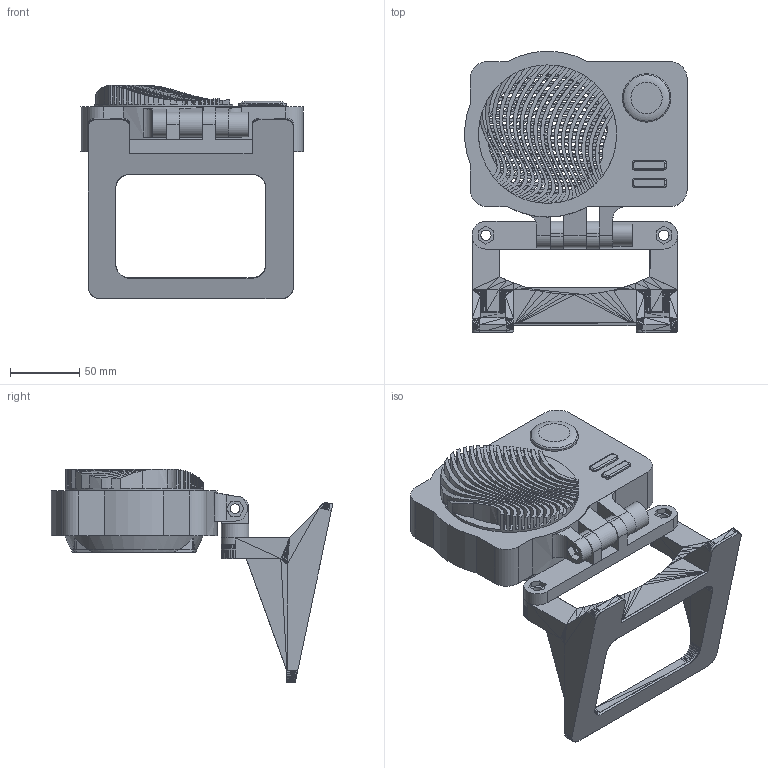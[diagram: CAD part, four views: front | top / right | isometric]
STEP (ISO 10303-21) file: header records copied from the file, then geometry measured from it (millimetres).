
FILE_DESCRIPTION(/* description */ (''),/* implementation_level */ '2;1');
FILE_NAME(/* name */ 'EXHAUST v17.step',/* time_stamp */ '2025-10-09T17:54:23+05:30',/* author */ (''),/* organization */ (''),/* preprocessor_version */ 'ST-DEVELOPER v20.1',/* originating_system */ 'Autodesk Translation Framework v14.17.0.0',/* authorisation */ '');
FILE_SCHEMA (('AUTOMOTIVE_DESIGN { 1 0 10303 214 3 1 1 }'));
Products named in the file (61): EXHAUST; PI Board; SMD Capacitor, Configurable, Raspberry Pi Pico-R3_C18; SMD Capacitor, Configurable, Raspberry Pi Pico-R3_C17; SMD Capacitor, Configurable, Raspberry Pi Pico-R3_C16; SMD Capacitor, Configurable, Raspberry Pi Pico-R3_C15; SMD Capacitor, Configurable, Raspberry Pi Pico-R3_C14; SMD Capacitor, Configurable, Raspberry Pi Pico-R3_C11; SMD Capacitor, Configurable, Raspberry Pi Pico-R3_C13; SMD Capacitor, Configurable, Raspberry Pi Pico-R3_C12; SMD Capacitor, Configurable, Raspberry Pi Pico-R3_C10; SMD Capacitor, Configurable, Raspberry Pi Pico-R3_C9; SMD Capacitor, Configurable, Raspberry Pi Pico-R3_C8; SMD Capacitor, Configurable, Raspberry Pi Pico-R3_C7; SMD Capacitor, Configurable, Raspberry Pi Pico-R3_C6; SMD Capacitor, Configurable, Raspberry Pi Pico-R3_C5; SMD Capacitor, Configurable, Raspberry Pi Pico-R3_C4; SMD Capacitor, Configurable, Raspberry Pi Pico-R3_C3; SMD Capacitor, Configurable, Raspberry Pi Pico-R3_C2; SMD Capacitor, Configurable, Raspberry Pi Pico-R3_C1; SMD Resistor, Configurable, Raspberry Pi Pico-R3_R15; SMD Resistor, Configurable, Raspberry Pi Pico-R3_R14; SMD Resistor, Configurable, Raspberry Pi Pico-R3_R13; SMD Resistor, Configurable, Raspberry Pi Pico-R3_R12; SMD Resistor, Configurable, Raspberry Pi Pico-R3_R11; SMD Resistor, Configurable, Raspberry Pi Pico-R3_R10; SMD Resistor, Configurable, Raspberry Pi Pico-R3_R9; SMD Resistor, Configurable, Raspberry Pi Pico-R3_R8; SMD Resistor, Configurable, Raspberry Pi Pico-R3_R7; SMD Resistor, Configurable, Raspberry Pi Pico-R3_R6; SMD Resistor, Configurable, Raspberry Pi Pico-R3_R5; SMD Resistor, Configurable, Raspberry Pi Pico-R3_R4; SMD Resistor, Configurable, Raspberry Pi Pico-R3_R3; SMD Resistor, Configurable, Raspberry Pi Pico-R3_R2; SMD Resistor, Configurable, Raspberry Pi Pico-R3_R1; X1, X12M000000S096, 12 Mhz Crystal Resonator, Raspberry Pi Pico-R3; Q1, MOSFET, DMG1012T, Raspberry Pi Pico-R3; U3, W25Q16JVUXIQ, Serial NOR Flash 16 Mbit, Raspberry Pi Pico-R3; U2, RT6150B-33GQW, Buck Boost Converter, Raspberry Pi Pico-R3; D2, QSME-C194, LED, Raspberry Pi Pico-R3 ...
Assembly tree (60 placements, depth 4):
  EXHAUST
    PI Board
      SMD Capacitor, Configurable, Raspberry Pi Pico-R3_C18
      SMD Capacitor, Configurable, Raspberry Pi Pico-R3_C17
      SMD Capacitor, Configurable, Raspberry Pi Pico-R3_C16
      SMD Capacitor, Configurable, Raspberry Pi Pico-R3_C15
      SMD Capacitor, Configurable, Raspberry Pi Pico-R3_C14
      SMD Capacitor, Configurable, Raspberry Pi Pico-R3_C11
      SMD Capacitor, Configurable, Raspberry Pi Pico-R3_C13
      SMD Capacitor, Configurable, Raspberry Pi Pico-R3_C12
      SMD Capacitor, Configurable, Raspberry Pi Pico-R3_C10
      SMD Capacitor, Configurable, Raspberry Pi Pico-R3_C9
      SMD Capacitor, Configurable, Raspberry Pi Pico-R3_C8
      SMD Capacitor, Configurable, Raspberry Pi Pico-R3_C7
      SMD Capacitor, Configurable, Raspberry Pi Pico-R3_C6
      SMD Capacitor, Configurable, Raspberry Pi Pico-R3_C5
      SMD Capacitor, Configurable, Raspberry Pi Pico-R3_C4
      SMD Capacitor, Configurable, Raspberry Pi Pico-R3_C3
      SMD Capacitor, Configurable, Raspberry Pi Pico-R3_C2
      SMD Capacitor, Configurable, Raspberry Pi Pico-R3_C1
      SMD Resistor, Configurable, Raspberry Pi Pico-R3_R15
      SMD Resistor, Configurable, Raspberry Pi Pico-R3_R14
      SMD Resistor, Configurable, Raspberry Pi Pico-R3_R13
      SMD Resistor, Configurable, Raspberry Pi Pico-R3_R12
      SMD Resistor, Configurable, Raspberry Pi Pico-R3_R11
      SMD Resistor, Configurable, Raspberry Pi Pico-R3_R10
      SMD Resistor, Configurable, Raspberry Pi Pico-R3_R9
      SMD Resistor, Configurable, Raspberry Pi Pico-R3_R8
      SMD Resistor, Configurable, Raspberry Pi Pico-R3_R7
      SMD Resistor, Configurable, Raspberry Pi Pico-R3_R6
      SMD Resistor, Configurable, Raspberry Pi Pico-R3_R5
      SMD Resistor, Configurable, Raspberry Pi Pico-R3_R4
      SMD Resistor, Configurable, Raspberry Pi Pico-R3_R3
      SMD Resistor, Configurable, Raspberry Pi Pico-R3_R2
      SMD Resistor, Configurable, Raspberry Pi Pico-R3_R1
      X1, X12M000000S096, 12 Mhz Crystal Resonator, Raspberry Pi Pico-R3
      Q1, MOSFET, DMG1012T, Raspberry Pi Pico-R3
      U3, W25Q16JVUXIQ, Serial NOR Flash 16 Mbit, Raspberry Pi Pico-R3
      U2, RT6150B-33GQW, Buck Boost Converter, Raspberry Pi Pico-R3
      D2, QSME-C194, LED, Raspberry Pi Pico-R3
      L1, Inductor, Raspberry Pi Pico-R3
      D1, Diode, Schottky, Raspberry Pi Pico-R3
      MicroUSB Port, Raspberry Pi Pico-R3
      RP2040 Microcontroller, Raspberry Pi Pico-R3
      SW1, Tact Switch, Raspberry Pi Pico-R3
      PCB, Raspberry Pi Pico-R3
    LED BOARD
    FAn
    SW Board
      pushButton1_5mm
      Component95(Mirror)
        pushButton1_5mm_1
    SW
    BODY
    BACK GRILL
    BASE (1)
    CONNECTOR
    DIFFUSER
    GRILL
    BACK LID
Bounding box: 160.84 x 203.76 x 154.68 mm (x, y, z)
Volume: 430190 mm3; surface area: 259605.4 mm2
Topology: 130 solids, 130 shells, 4568 faces, 10419 edges, 6094 vertices
Faces by surface type: plane 3092, cylinder 938, torus 264, bspline 246, sphere 24, cone 4
Full cylindrical faces by diameter (mm): 1 x51, 1.8 x9, 2 x3, 2.1 x4, 2.5 x2, 3 x6, 3.5 x2, 3.8 x8, 4.2 x8, 7 x6, 7.5 x3, 10 x1, 12 x1, 20 x1, 30.4 x1, 32.7 x1, 33 x1, 35 x1, 87 x2, 92 x1, 94.6 x1, 95 x1, 100 x1
Entity records: 138569 total; most frequent: CARTESIAN_POINT 34227, DIRECTION 21291, ORIENTED_EDGE 20812, EDGE_CURVE 10406, LINE 7287, VECTOR 7287, AXIS2_PLACEMENT_3D 7002, VERTEX_POINT 6102
